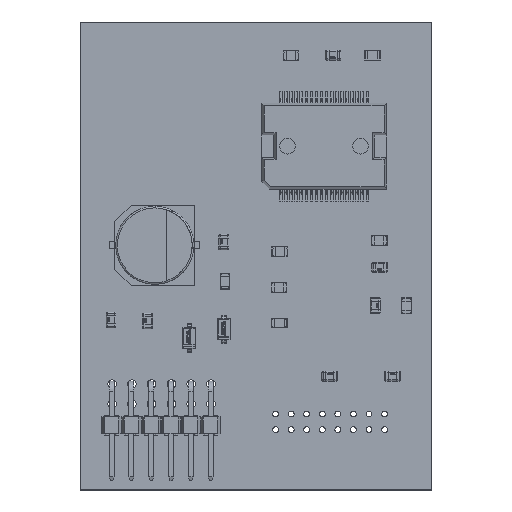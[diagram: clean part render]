
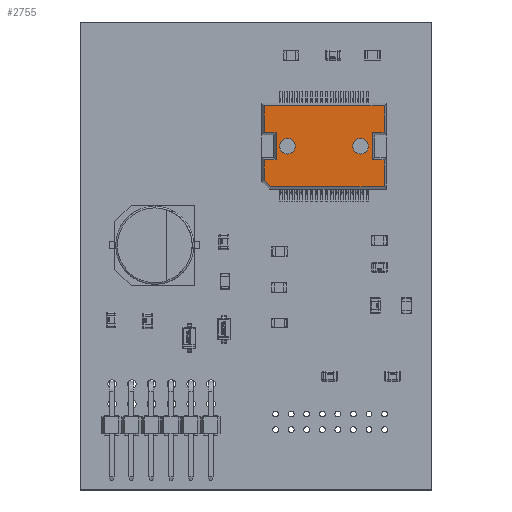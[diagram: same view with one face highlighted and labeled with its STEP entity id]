
A CAD part, top view. The second image highlights one B-rep face of the part: STEP entity #2755.
In plain terms, the highlighted planar face has unit normal (0, 0, 1).
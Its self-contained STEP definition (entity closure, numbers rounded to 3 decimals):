
#2678 = VERTEX_POINT('',#2679);
#2679 = CARTESIAN_POINT('',(11.4,6.8,3.6));
#2685 = EDGE_CURVE('',#2678,#2686,#2688,.T.);
#2686 = VERTEX_POINT('',#2687);
#2687 = CARTESIAN_POINT('',(9.4,6.8,3.6));
#2688 = CIRCLE('',#2689,1.);
#2689 = AXIS2_PLACEMENT_3D('',#2690,#2691,#2692);
#2690 = CARTESIAN_POINT('',(10.4,6.8,3.6));
#2691 = DIRECTION('',(0.,0.,-1.));
#2692 = DIRECTION('',(1.,0.,0.));
#2720 = VERTEX_POINT('',#2721);
#2721 = CARTESIAN_POINT('',(2.,6.8,3.6));
#2727 = EDGE_CURVE('',#2720,#2728,#2730,.T.);
#2728 = VERTEX_POINT('',#2729);
#2729 = CARTESIAN_POINT('',(0.,6.8,3.6));
#2730 = CIRCLE('',#2731,1.);
#2731 = AXIS2_PLACEMENT_3D('',#2732,#2733,#2734);
#2732 = CARTESIAN_POINT('',(1.,6.8,3.6));
#2733 = DIRECTION('',(0.,0.,-1.));
#2734 = DIRECTION('',(1.,0.,0.));
#2755 = ADVANCED_FACE('',(#2756,#2766,#2776),#2882,.T.);
#2756 = FACE_BOUND('',#2757,.T.);
#2757 = EDGE_LOOP('',(#2758,#2759));
#2758 = ORIENTED_EDGE('',*,*,#2685,.T.);
#2759 = ORIENTED_EDGE('',*,*,#2760,.T.);
#2760 = EDGE_CURVE('',#2686,#2678,#2761,.T.);
#2761 = CIRCLE('',#2762,1.);
#2762 = AXIS2_PLACEMENT_3D('',#2763,#2764,#2765);
#2763 = CARTESIAN_POINT('',(10.4,6.8,3.6));
#2764 = DIRECTION('',(0.,0.,-1.));
#2765 = DIRECTION('',(1.,0.,0.));
#2766 = FACE_BOUND('',#2767,.T.);
#2767 = EDGE_LOOP('',(#2768,#2769));
#2768 = ORIENTED_EDGE('',*,*,#2727,.T.);
#2769 = ORIENTED_EDGE('',*,*,#2770,.T.);
#2770 = EDGE_CURVE('',#2728,#2720,#2771,.T.);
#2771 = CIRCLE('',#2772,1.);
#2772 = AXIS2_PLACEMENT_3D('',#2773,#2774,#2775);
#2773 = CARTESIAN_POINT('',(1.,6.8,3.6));
#2774 = DIRECTION('',(0.,0.,-1.));
#2775 = DIRECTION('',(1.,0.,0.));
#2776 = FACE_BOUND('',#2777,.T.);
#2777 = EDGE_LOOP('',(#2778,#2788,#2796,#2804,#2812,#2820,#2828,#2836,
    #2844,#2852,#2860,#2868,#2876));
#2778 = ORIENTED_EDGE('',*,*,#2779,.T.);
#2779 = EDGE_CURVE('',#2780,#2782,#2784,.T.);
#2780 = VERTEX_POINT('',#2781);
#2781 = CARTESIAN_POINT('',(13.415,5.05,3.6));
#2782 = VERTEX_POINT('',#2783);
#2783 = CARTESIAN_POINT('',(11.88,5.05,3.6));
#2784 = LINE('',#2785,#2786);
#2785 = CARTESIAN_POINT('',(-2.285,5.05,3.6));
#2786 = VECTOR('',#2787,1.);
#2787 = DIRECTION('',(-1.,-0.,0.));
#2788 = ORIENTED_EDGE('',*,*,#2789,.T.);
#2789 = EDGE_CURVE('',#2782,#2790,#2792,.T.);
#2790 = VERTEX_POINT('',#2791);
#2791 = CARTESIAN_POINT('',(11.88,8.55,3.6));
#2792 = LINE('',#2793,#2794);
#2793 = CARTESIAN_POINT('',(11.88,12.3,3.6));
#2794 = VECTOR('',#2795,1.);
#2795 = DIRECTION('',(-0.,1.,0.));
#2796 = ORIENTED_EDGE('',*,*,#2797,.T.);
#2797 = EDGE_CURVE('',#2790,#2798,#2800,.T.);
#2798 = VERTEX_POINT('',#2799);
#2799 = CARTESIAN_POINT('',(13.415,8.55,3.6));
#2800 = LINE('',#2801,#2802);
#2801 = CARTESIAN_POINT('',(-2.285,8.55,3.6));
#2802 = VECTOR('',#2803,1.);
#2803 = DIRECTION('',(1.,0.,-0.));
#2804 = ORIENTED_EDGE('',*,*,#2805,.T.);
#2805 = EDGE_CURVE('',#2798,#2806,#2808,.T.);
#2806 = VERTEX_POINT('',#2807);
#2807 = CARTESIAN_POINT('',(13.415,12.,3.6));
#2808 = LINE('',#2809,#2810);
#2809 = CARTESIAN_POINT('',(13.415,12.3,3.6));
#2810 = VECTOR('',#2811,1.);
#2811 = DIRECTION('',(-0.,1.,0.));
#2812 = ORIENTED_EDGE('',*,*,#2813,.T.);
#2813 = EDGE_CURVE('',#2806,#2814,#2816,.T.);
#2814 = VERTEX_POINT('',#2815);
#2815 = CARTESIAN_POINT('',(-1.985,12.,3.6));
#2816 = LINE('',#2817,#2818);
#2817 = CARTESIAN_POINT('',(-2.285,12.,3.6));
#2818 = VECTOR('',#2819,1.);
#2819 = DIRECTION('',(-1.,-0.,0.));
#2820 = ORIENTED_EDGE('',*,*,#2821,.T.);
#2821 = EDGE_CURVE('',#2814,#2822,#2824,.T.);
#2822 = VERTEX_POINT('',#2823);
#2823 = CARTESIAN_POINT('',(-1.985,8.55,3.6));
#2824 = LINE('',#2825,#2826);
#2825 = CARTESIAN_POINT('',(-1.985,12.3,3.6));
#2826 = VECTOR('',#2827,1.);
#2827 = DIRECTION('',(0.,-1.,-0.));
#2828 = ORIENTED_EDGE('',*,*,#2829,.T.);
#2829 = EDGE_CURVE('',#2822,#2830,#2832,.T.);
#2830 = VERTEX_POINT('',#2831);
#2831 = CARTESIAN_POINT('',(-0.45,8.55,3.6));
#2832 = LINE('',#2833,#2834);
#2833 = CARTESIAN_POINT('',(-2.285,8.55,3.6));
#2834 = VECTOR('',#2835,1.);
#2835 = DIRECTION('',(1.,0.,-0.));
#2836 = ORIENTED_EDGE('',*,*,#2837,.T.);
#2837 = EDGE_CURVE('',#2830,#2838,#2840,.T.);
#2838 = VERTEX_POINT('',#2839);
#2839 = CARTESIAN_POINT('',(-0.45,5.05,3.6));
#2840 = LINE('',#2841,#2842);
#2841 = CARTESIAN_POINT('',(-0.45,12.3,3.6));
#2842 = VECTOR('',#2843,1.);
#2843 = DIRECTION('',(0.,-1.,-0.));
#2844 = ORIENTED_EDGE('',*,*,#2845,.T.);
#2845 = EDGE_CURVE('',#2838,#2846,#2848,.T.);
#2846 = VERTEX_POINT('',#2847);
#2847 = CARTESIAN_POINT('',(-1.985,5.05,3.6));
#2848 = LINE('',#2849,#2850);
#2849 = CARTESIAN_POINT('',(-2.285,5.05,3.6));
#2850 = VECTOR('',#2851,1.);
#2851 = DIRECTION('',(-1.,-0.,0.));
#2852 = ORIENTED_EDGE('',*,*,#2853,.T.);
#2853 = EDGE_CURVE('',#2846,#2854,#2856,.T.);
#2854 = VERTEX_POINT('',#2855);
#2855 = CARTESIAN_POINT('',(-1.985,2.429,3.6));
#2856 = LINE('',#2857,#2858);
#2857 = CARTESIAN_POINT('',(-1.985,12.3,3.6));
#2858 = VECTOR('',#2859,1.);
#2859 = DIRECTION('',(0.,-1.,-0.));
#2860 = ORIENTED_EDGE('',*,*,#2861,.T.);
#2861 = EDGE_CURVE('',#2854,#2862,#2864,.T.);
#2862 = VERTEX_POINT('',#2863);
#2863 = CARTESIAN_POINT('',(-1.156,1.6,3.6));
#2864 = LINE('',#2865,#2866);
#2865 = CARTESIAN_POINT('',(-1.985,2.429,3.6));
#2866 = VECTOR('',#2867,1.);
#2867 = DIRECTION('',(0.707,-0.707,0.));
#2868 = ORIENTED_EDGE('',*,*,#2869,.T.);
#2869 = EDGE_CURVE('',#2862,#2870,#2872,.T.);
#2870 = VERTEX_POINT('',#2871);
#2871 = CARTESIAN_POINT('',(13.415,1.6,3.6));
#2872 = LINE('',#2873,#2874);
#2873 = CARTESIAN_POINT('',(-2.285,1.6,3.6));
#2874 = VECTOR('',#2875,1.);
#2875 = DIRECTION('',(1.,0.,-0.));
#2876 = ORIENTED_EDGE('',*,*,#2877,.T.);
#2877 = EDGE_CURVE('',#2870,#2780,#2878,.T.);
#2878 = LINE('',#2879,#2880);
#2879 = CARTESIAN_POINT('',(13.415,12.3,3.6));
#2880 = VECTOR('',#2881,1.);
#2881 = DIRECTION('',(-0.,1.,0.));
#2882 = PLANE('',#2883);
#2883 = AXIS2_PLACEMENT_3D('',#2884,#2885,#2886);
#2884 = CARTESIAN_POINT('',(-2.285,12.3,3.6));
#2885 = DIRECTION('',(0.,0.,1.));
#2886 = DIRECTION('',(1.,0.,-0.));
